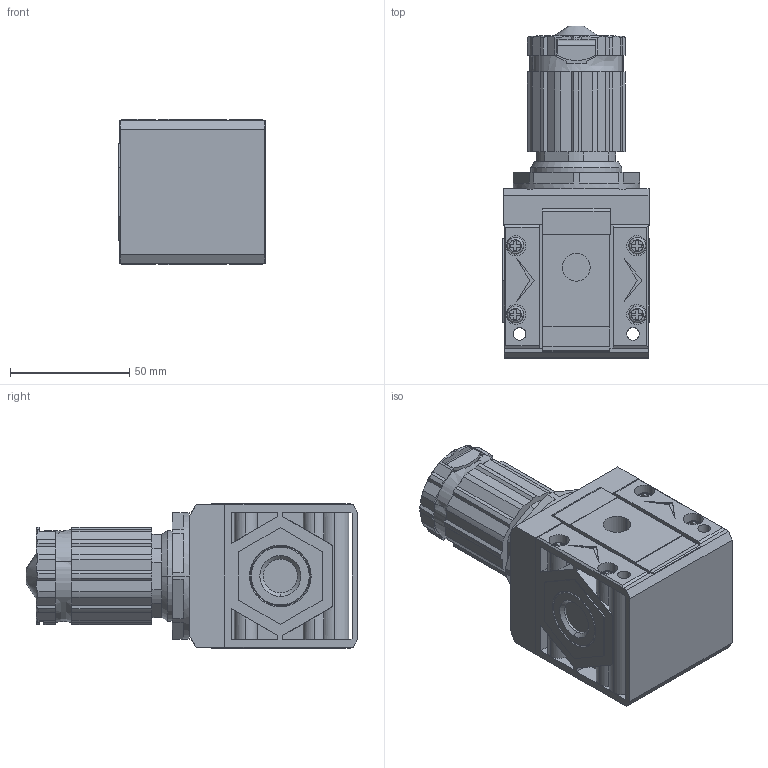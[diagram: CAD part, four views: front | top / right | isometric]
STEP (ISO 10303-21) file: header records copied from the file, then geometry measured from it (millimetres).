
FILE_DESCRIPTION (( 'STEP AP203' ), '1' );
FILE_NAME ('5U23R143.step', '2023-05-17T14:45:43', ( '' ), ( '' ), 'SwSTEP 2.0', 'SolidWorks 2021', '' );
FILE_SCHEMA (( 'CONFIG_CONTROL_DESIGN' ));
Length unit declared in the file: inch
Products named in the file (1): 5U23R143
Bounding box: 61.25 x 139 x 61 mm (x, y, z)
Volume: 280050.3 mm3; surface area: 83164.9 mm2
Topology: 13 solids, 13 shells, 1071 faces, 2927 edges, 1945 vertices
Faces by surface type: plane 610, cylinder 329, cone 67, bspline 65
Entity records: 38187 total; most frequent: CARTESIAN_POINT 10937, ORIENTED_EDGE 5854, DIRECTION 5532, EDGE_CURVE 2927, VERTEX_POINT 1945, AXIS2_PLACEMENT_3D 1913, LINE 1706, VECTOR 1706
